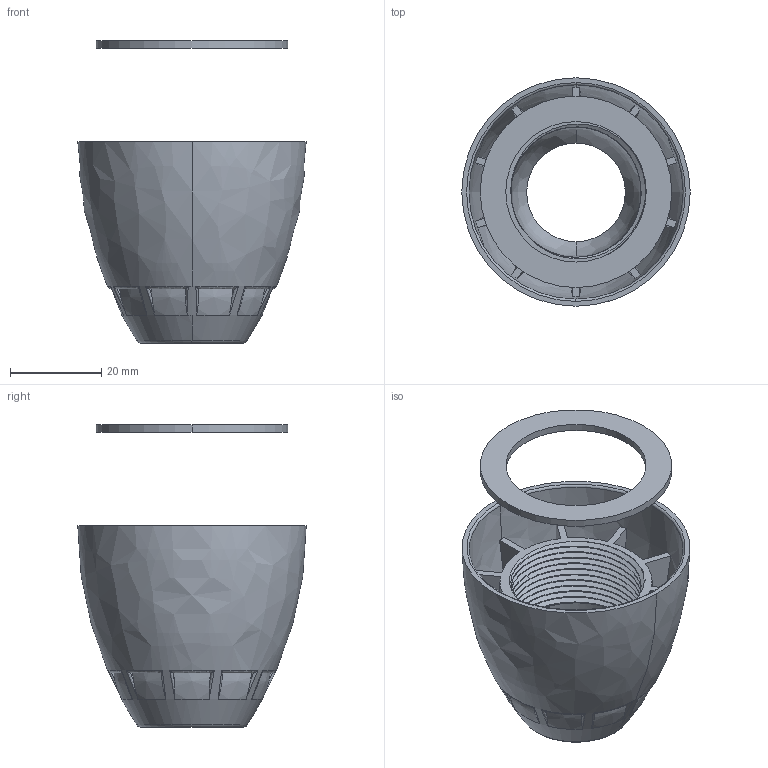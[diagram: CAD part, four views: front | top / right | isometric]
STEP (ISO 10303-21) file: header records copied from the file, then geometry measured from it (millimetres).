
FILE_DESCRIPTION((''),'2;1');
FILE_NAME('199776_ASM','2017-06-21T',('PDMAdmin'),('BANNER ENGINEERING'),'CREO PARAMETRIC BY PTC INC, 2016260','CREO PARAMETRIC BY PTC INC, 2016260','');
FILE_SCHEMA(('CONFIG_CONTROL_DESIGN'));
Length unit declared in the file: inch
Products named in the file (3): 191131; 27772; 199776_ASM
Assembly tree (2 placements, depth 2):
  199776_ASM
    191131
    27772
Bounding box: 50.01 x 50.01 x 66.12 mm (x, y, z)
Volume: 17179.4 mm3; surface area: 19987.6 mm2
Topology: 2 solids, 2 shells, 136 faces, 410 edges, 268 vertices
Faces by surface type: bspline 48, cylinder 28, plane 26, cone 20, torus 14
Entity records: 10088 total; most frequent: CARTESIAN_POINT 6823, ORIENTED_EDGE 820, DIRECTION 474, EDGE_CURVE 410, VERTEX_POINT 268, B_SPLINE_CURVE_WITH_KNOTS 238, AXIS2_PLACEMENT_3D 209, EDGE_LOOP 150
